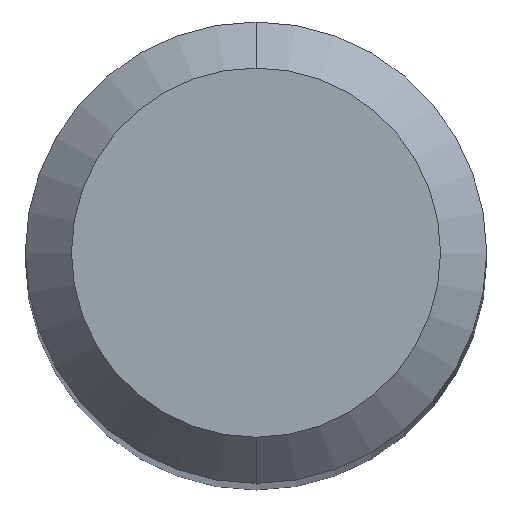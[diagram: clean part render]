
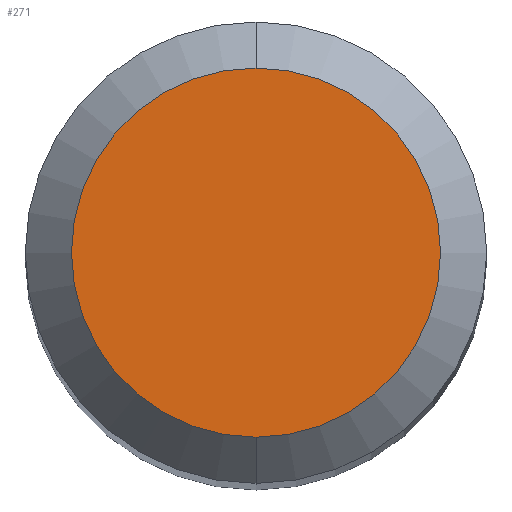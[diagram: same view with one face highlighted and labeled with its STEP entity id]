
A CAD part, top view. The second image highlights one B-rep face of the part: STEP entity #271.
In plain terms, the highlighted planar face has unit normal (0, 0, 1).
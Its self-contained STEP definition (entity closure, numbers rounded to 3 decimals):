
#211=VERTEX_POINT('',#509);
#245=EDGE_CURVE('',#345,#211,#545,.T.);
#271=ADVANCED_FACE('',(#572),#573,.T.);
#315=EDGE_CURVE('',#211,#345,#621,.T.);
#345=VERTEX_POINT('',#653);
#509=CARTESIAN_POINT('',(0.0,1.2,0.0));
#545=CIRCLE('',#975,1.2);
#572=FACE_OUTER_BOUND('',#1013,.T.);
#573=PLANE('',#1014);
#621=CIRCLE('',#1096,1.2);
#653=CARTESIAN_POINT('',(0.,-1.2,0.0));
#975=AXIS2_PLACEMENT_3D('',#1471,#1472,#1473);
#1013=EDGE_LOOP('',(#1493,#1494));
#1014=AXIS2_PLACEMENT_3D('',#1495,#1496,#1497);
#1096=AXIS2_PLACEMENT_3D('',#1538,#1539,#1540);
#1471=CARTESIAN_POINT('',(0.0,0.0,0.0));
#1472=DIRECTION('',(0.0,0.0,-1.0));
#1473=DIRECTION('',(0.0,1.0,0.0));
#1493=ORIENTED_EDGE('',*,*,#315,.F.);
#1494=ORIENTED_EDGE('',*,*,#245,.F.);
#1495=CARTESIAN_POINT('',(0.0,0.6,0.0));
#1496=DIRECTION('',(-0.0,0.0,1.0));
#1497=DIRECTION('',(0.0,-1.0,0.0));
#1538=CARTESIAN_POINT('',(0.0,0.0,0.0));
#1539=DIRECTION('',(0.0,0.0,-1.0));
#1540=DIRECTION('',(0.0,1.0,0.0));
